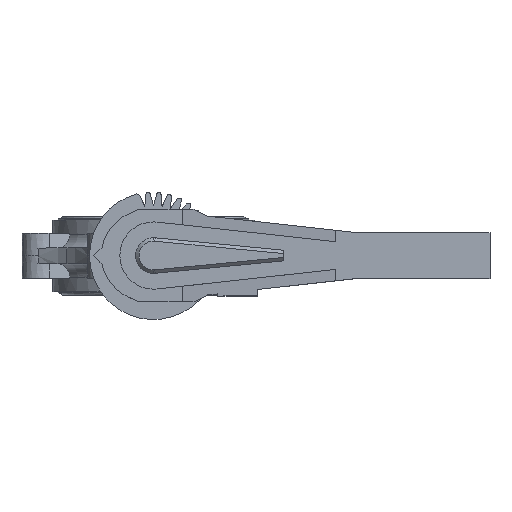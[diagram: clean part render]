
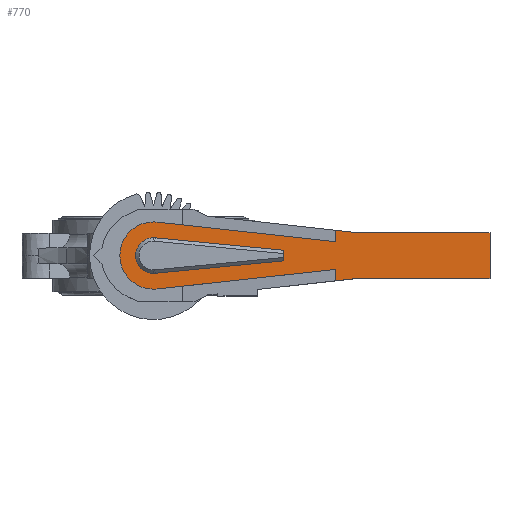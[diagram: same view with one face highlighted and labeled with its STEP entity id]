
A CAD part, top view. The second image highlights one B-rep face of the part: STEP entity #770.
In plain terms, the highlighted planar face has unit normal (0, 0, 1).
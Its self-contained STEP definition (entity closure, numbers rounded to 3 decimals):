
#770=ADVANCED_FACE('',(#2171,#2172),#2173,.T.);
#2171=FACE_OUTER_BOUND('',#4254,.T.);
#2172=FACE_BOUND('',#4255,.T.);
#2173=PLANE('',#4256);
#4254=EDGE_LOOP('',(#6388,#6389,#6390,#6391,#6392,#6393,#6394,#6395,#6396,#6397,#6398,#6399));
#4255=EDGE_LOOP('',(#6400,#6401,#6402,#6403,#6404,#6405));
#4256=AXIS2_PLACEMENT_3D('',#6406,#6407,#6408);
#6388=ORIENTED_EDGE('',*,*,#12674,.T.);
#6389=ORIENTED_EDGE('',*,*,#12675,.T.);
#6390=ORIENTED_EDGE('',*,*,#12676,.T.);
#6391=ORIENTED_EDGE('',*,*,#12677,.T.);
#6392=ORIENTED_EDGE('',*,*,#12678,.T.);
#6393=ORIENTED_EDGE('',*,*,#12679,.T.);
#6394=ORIENTED_EDGE('',*,*,#12680,.T.);
#6395=ORIENTED_EDGE('',*,*,#12629,.T.);
#6396=ORIENTED_EDGE('',*,*,#12625,.T.);
#6397=ORIENTED_EDGE('',*,*,#12681,.T.);
#6398=ORIENTED_EDGE('',*,*,#12682,.T.);
#6399=ORIENTED_EDGE('',*,*,#12683,.T.);
#6400=ORIENTED_EDGE('',*,*,#12684,.F.);
#6401=ORIENTED_EDGE('',*,*,#12685,.T.);
#6402=ORIENTED_EDGE('',*,*,#12686,.F.);
#6403=ORIENTED_EDGE('',*,*,#12687,.T.);
#6404=ORIENTED_EDGE('',*,*,#12614,.F.);
#6405=ORIENTED_EDGE('',*,*,#12619,.F.);
#6406=CARTESIAN_POINT('',(0.0,0.0,224.5));
#6407=DIRECTION('',(0.0,0.0,1.0));
#6408=DIRECTION('',(0.0,-1.0,0.0));
#12614=EDGE_CURVE('',#15100,#15102,#15103,.T.);
#12619=EDGE_CURVE('',#15108,#15100,#15111,.T.);
#12625=EDGE_CURVE('',#15114,#15119,#15121,.T.);
#12629=EDGE_CURVE('',#15124,#15114,#15127,.T.);
#12674=EDGE_CURVE('',#15207,#15208,#15209,.T.);
#12675=EDGE_CURVE('',#15208,#15210,#15211,.T.);
#12676=EDGE_CURVE('',#15210,#15212,#15213,.T.);
#12677=EDGE_CURVE('',#15212,#15214,#15215,.T.);
#12678=EDGE_CURVE('',#15214,#15216,#15217,.T.);
#12679=EDGE_CURVE('',#15216,#15218,#15219,.T.);
#12680=EDGE_CURVE('',#15218,#15124,#15220,.T.);
#12681=EDGE_CURVE('',#15119,#15221,#15222,.T.);
#12682=EDGE_CURVE('',#15221,#15223,#15224,.T.);
#12683=EDGE_CURVE('',#15223,#15207,#15225,.T.);
#12684=EDGE_CURVE('',#15226,#15108,#15227,.T.);
#12685=EDGE_CURVE('',#15226,#15228,#15229,.T.);
#12686=EDGE_CURVE('',#15230,#15228,#15231,.T.);
#12687=EDGE_CURVE('',#15230,#15102,#15232,.T.);
#15100=VERTEX_POINT('',#18760);
#15102=VERTEX_POINT('',#18763);
#15103=CIRCLE('',#18764,15.85);
#15108=VERTEX_POINT('',#18770);
#15111=CIRCLE('',#18774,15.85);
#15114=VERTEX_POINT('',#18777);
#15119=VERTEX_POINT('',#18783);
#15121=CIRCLE('',#18786,29.964);
#15124=VERTEX_POINT('',#18789);
#15127=CIRCLE('',#18793,29.964);
#15207=VERTEX_POINT('',#18911);
#15208=VERTEX_POINT('',#18912);
#15209=LINE('',#18913,#18914);
#15210=VERTEX_POINT('',#18915);
#15211=LINE('',#18916,#18917);
#15212=VERTEX_POINT('',#18918);
#15213=LINE('',#18919,#18920);
#15214=VERTEX_POINT('',#18921);
#15215=LINE('',#18922,#18923);
#15216=VERTEX_POINT('',#18924);
#15217=LINE('',#18925,#18926);
#15218=VERTEX_POINT('',#18927);
#15219=LINE('',#18928,#18929);
#15220=CIRCLE('',#18930,29.964);
#15221=VERTEX_POINT('',#18931);
#15222=LINE('',#18932,#18933);
#15223=VERTEX_POINT('',#18934);
#15224=LINE('',#18935,#18936);
#15225=LINE('',#18937,#18938);
#15226=VERTEX_POINT('',#18939);
#15227=CIRCLE('',#18940,15.85);
#15228=VERTEX_POINT('',#18941);
#15229=LINE('',#18942,#18943);
#15230=VERTEX_POINT('',#18944);
#15231=LINE('',#18945,#18946);
#15232=LINE('',#18947,#18948);
#18760=CARTESIAN_POINT('',(0.,-15.85,224.5));
#18763=CARTESIAN_POINT('',(1.521,-15.777,224.5));
#18764=AXIS2_PLACEMENT_3D('',#24309,#24310,#24311);
#18770=CARTESIAN_POINT('',(0.,15.85,224.5));
#18774=AXIS2_PLACEMENT_3D('',#24317,#24318,#24319);
#18777=CARTESIAN_POINT('',(0.,-29.964,224.5));
#18783=CARTESIAN_POINT('',(3.259,-29.786,224.5));
#18786=AXIS2_PLACEMENT_3D('',#24328,#24329,#24330);
#18789=CARTESIAN_POINT('',(0.,29.964,224.5));
#18793=AXIS2_PLACEMENT_3D('',#24335,#24336,#24337);
#18911=CARTESIAN_POINT('',(181.337,-20.457,224.5));
#18912=CARTESIAN_POINT('',(300.1,-20.457,224.5));
#18913=CARTESIAN_POINT('',(181.337,-20.457,224.5));
#18914=VECTOR('',#24376,118.763);
#18915=CARTESIAN_POINT('',(300.1,20.457,224.5));
#18916=CARTESIAN_POINT('',(300.1,-20.457,224.5));
#18917=VECTOR('',#24377,40.915);
#18918=CARTESIAN_POINT('',(181.337,20.457,224.5));
#18919=CARTESIAN_POINT('',(300.1,20.457,224.5));
#18920=VECTOR('',#24378,118.763);
#18921=CARTESIAN_POINT('',(162.483,22.546,224.5));
#18922=CARTESIAN_POINT('',(181.337,20.457,224.5));
#18923=VECTOR('',#24379,18.969);
#18924=CARTESIAN_POINT('',(162.483,12.366,224.5));
#18925=CARTESIAN_POINT('',(162.483,22.546,224.5));
#18926=VECTOR('',#24380,10.18);
#18927=CARTESIAN_POINT('',(3.259,29.786,224.5));
#18928=CARTESIAN_POINT('',(162.483,12.366,224.5));
#18929=VECTOR('',#24381,160.174);
#18930=AXIS2_PLACEMENT_3D('',#24382,#24383,#24384);
#18931=CARTESIAN_POINT('',(162.483,-12.366,224.5));
#18932=CARTESIAN_POINT('',(3.259,-29.786,224.5));
#18933=VECTOR('',#24385,160.174);
#18934=CARTESIAN_POINT('',(162.483,-22.546,224.5));
#18935=CARTESIAN_POINT('',(162.483,-12.366,224.5));
#18936=VECTOR('',#24386,10.18);
#18937=CARTESIAN_POINT('',(162.483,-22.546,224.5));
#18938=VECTOR('',#24387,18.969);
#18939=CARTESIAN_POINT('',(1.521,15.777,224.5));
#18940=AXIS2_PLACEMENT_3D('',#24388,#24389,#24390);
#18941=CARTESIAN_POINT('',(115.9,4.75,224.5));
#18942=CARTESIAN_POINT('',(1.521,15.777,224.5));
#18943=VECTOR('',#24391,114.909);
#18944=CARTESIAN_POINT('',(115.9,-4.75,224.5));
#18945=CARTESIAN_POINT('',(115.9,-2.375,224.5));
#18946=VECTOR('',#24392,1.0);
#18947=CARTESIAN_POINT('',(115.9,-4.75,224.5));
#18948=VECTOR('',#24393,114.909);
#24309=CARTESIAN_POINT('',(0.0,0.0,224.5));
#24310=DIRECTION('',(0.0,0.0,1.0));
#24311=DIRECTION('',(0.,-1.0,0.0));
#24317=CARTESIAN_POINT('',(0.0,0.0,224.5));
#24318=DIRECTION('',(0.0,0.0,1.0));
#24319=DIRECTION('',(0.,-1.0,0.0));
#24328=CARTESIAN_POINT('',(0.0,0.0,224.5));
#24329=DIRECTION('',(0.0,0.0,1.0));
#24330=DIRECTION('',(0.,-1.0,0.0));
#24335=CARTESIAN_POINT('',(0.0,0.0,224.5));
#24336=DIRECTION('',(0.0,-0.0,1.0));
#24337=DIRECTION('',(0.,1.0,0.0));
#24376=DIRECTION('',(1.0,0.0,0.0));
#24377=DIRECTION('',(0.0,1.0,0.0));
#24378=DIRECTION('',(-1.0,0.,0.0));
#24379=DIRECTION('',(-0.994,0.11,0.0));
#24380=DIRECTION('',(0.0,-1.0,0.0));
#24381=DIRECTION('',(-0.994,0.109,0.0));
#24382=CARTESIAN_POINT('',(0.0,0.0,224.5));
#24383=DIRECTION('',(0.0,-0.0,1.0));
#24384=DIRECTION('',(0.109,0.994,0.0));
#24385=DIRECTION('',(0.994,0.109,0.0));
#24386=DIRECTION('',(0.0,-1.0,0.0));
#24387=DIRECTION('',(0.994,0.11,0.0));
#24388=CARTESIAN_POINT('',(0.0,0.0,224.5));
#24389=DIRECTION('',(0.0,0.0,1.0));
#24390=DIRECTION('',(0.,-1.0,0.0));
#24391=DIRECTION('',(0.995,-0.096,0.0));
#24392=DIRECTION('',(0.0,1.0,0.0));
#24393=DIRECTION('',(-0.995,-0.096,0.0));
